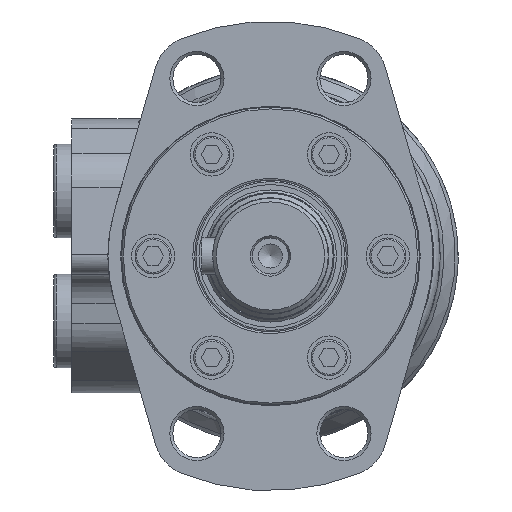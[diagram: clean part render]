
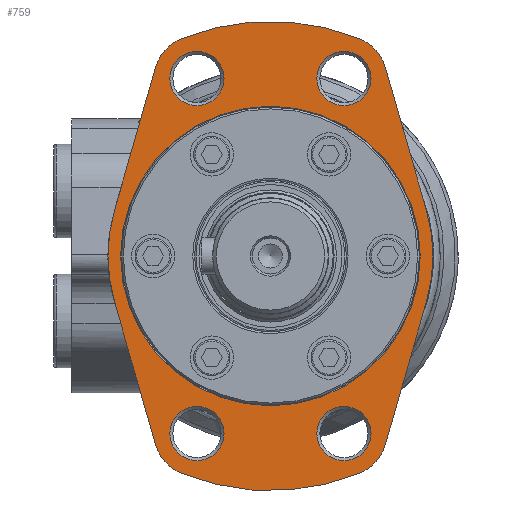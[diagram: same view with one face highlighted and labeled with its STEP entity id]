
A CAD part, left-side view. The second image highlights one B-rep face of the part: STEP entity #759.
In plain terms, the highlighted planar face has unit normal (-1, 0, 0).
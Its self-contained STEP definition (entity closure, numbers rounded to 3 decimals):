
#759 = ADVANCED_FACE( '', ( #1788, #1789, #1790, #1791, #1792, #1793 ), #1794, .F. );
#1788 = FACE_OUTER_BOUND( '', #3238, .T. );
#1789 = FACE_BOUND( '', #3239, .T. );
#1790 = FACE_BOUND( '', #3240, .T. );
#1791 = FACE_BOUND( '', #3241, .T. );
#1792 = FACE_BOUND( '', #3242, .T. );
#1793 = FACE_BOUND( '', #3243, .T. );
#1794 = PLANE( '', #3244 );
#3238 = EDGE_LOOP( '', ( #5210, #5211, #5212, #5213, #5214, #5215, #5216, #5217, #5218, #5219, #5220, #5221 ) );
#3239 = EDGE_LOOP( '', ( #5222 ) );
#3240 = EDGE_LOOP( '', ( #5223 ) );
#3241 = EDGE_LOOP( '', ( #5224 ) );
#3242 = EDGE_LOOP( '', ( #5225 ) );
#3243 = EDGE_LOOP( '', ( #5226 ) );
#3244 = AXIS2_PLACEMENT_3D( '', #5227, #5228, #5229 );
#5210 = ORIENTED_EDGE( '', *, *, #7687, .F. );
#5211 = ORIENTED_EDGE( '', *, *, #8111, .F. );
#5212 = ORIENTED_EDGE( '', *, *, #8112, .F. );
#5213 = ORIENTED_EDGE( '', *, *, #8113, .F. );
#5214 = ORIENTED_EDGE( '', *, *, #8114, .F. );
#5215 = ORIENTED_EDGE( '', *, *, #7891, .F. );
#5216 = ORIENTED_EDGE( '', *, *, #8115, .F. );
#5217 = ORIENTED_EDGE( '', *, *, #7671, .F. );
#5218 = ORIENTED_EDGE( '', *, *, #7993, .F. );
#5219 = ORIENTED_EDGE( '', *, *, #7636, .F. );
#5220 = ORIENTED_EDGE( '', *, *, #8116, .F. );
#5221 = ORIENTED_EDGE( '', *, *, #8117, .F. );
#5222 = ORIENTED_EDGE( '', *, *, #8118, .T. );
#5223 = ORIENTED_EDGE( '', *, *, #8119, .T. );
#5224 = ORIENTED_EDGE( '', *, *, #8120, .T. );
#5225 = ORIENTED_EDGE( '', *, *, #8121, .T. );
#5226 = ORIENTED_EDGE( '', *, *, #7646, .T. );
#5227 = CARTESIAN_POINT( '', ( 0., 0., 0. ) );
#5228 = DIRECTION( '', ( 1., 0., 0. ) );
#5229 = DIRECTION( '', ( 0., 0., -1. ) );
#7636 = EDGE_CURVE( '', #8868, #8869, #8870, .T. );
#7646 = EDGE_CURVE( '', #8886, #8886, #8887, .T. );
#7671 = EDGE_CURVE( '', #8930, #8931, #8932, .T. );
#7687 = EDGE_CURVE( '', #8958, #8960, #8961, .T. );
#7891 = EDGE_CURVE( '', #9313, #9314, #9315, .T. );
#7993 = EDGE_CURVE( '', #8869, #8930, #9488, .T. );
#8111 = EDGE_CURVE( '', #9669, #8958, #9670, .T. );
#8112 = EDGE_CURVE( '', #9671, #9669, #9672, .T. );
#8113 = EDGE_CURVE( '', #9673, #9671, #9674, .T. );
#8114 = EDGE_CURVE( '', #9314, #9673, #9675, .T. );
#8115 = EDGE_CURVE( '', #8931, #9313, #9676, .T. );
#8116 = EDGE_CURVE( '', #9677, #8868, #9678, .T. );
#8117 = EDGE_CURVE( '', #8960, #9677, #9679, .T. );
#8118 = EDGE_CURVE( '', #9680, #9680, #9681, .T. );
#8119 = EDGE_CURVE( '', #9682, #9682, #9683, .T. );
#8120 = EDGE_CURVE( '', #9684, #9684, #9685, .T. );
#8121 = EDGE_CURVE( '', #9686, #9686, #9687, .T. );
#8868 = VERTEX_POINT( '', #10660 );
#8869 = VERTEX_POINT( '', #10661 );
#8870 = CIRCLE( '', #10662, 65. );
#8886 = VERTEX_POINT( '', #10680 );
#8887 = CIRCLE( '', #10681, 41.485 );
#8930 = VERTEX_POINT( '', #10804 );
#8931 = VERTEX_POINT( '', #10805 );
#8932 = LINE( '', #10806, #10807 );
#8958 = VERTEX_POINT( '', #10860 );
#8960 = VERTEX_POINT( '', #10863 );
#8961 = CIRCLE( '', #10864, 45. );
#9313 = VERTEX_POINT( '', #11708 );
#9314 = VERTEX_POINT( '', #11709 );
#9315 = LINE( '', #11710, #11711 );
#9488 = CIRCLE( '', #12000, 12. );
#9669 = VERTEX_POINT( '', #12342 );
#9670 = LINE( '', #12343, #12344 );
#9671 = VERTEX_POINT( '', #12345 );
#9672 = CIRCLE( '', #12346, 12. );
#9673 = VERTEX_POINT( '', #12347 );
#9674 = CIRCLE( '', #12348, 65. );
#9675 = CIRCLE( '', #12349, 12. );
#9676 = CIRCLE( '', #12350, 45. );
#9677 = VERTEX_POINT( '', #12351 );
#9678 = CIRCLE( '', #12352, 12. );
#9679 = LINE( '', #12353, #12354 );
#9680 = VERTEX_POINT( '', #12355 );
#9681 = CIRCLE( '', #12356, 7.505 );
#9682 = VERTEX_POINT( '', #12357 );
#9683 = CIRCLE( '', #12358, 7.505 );
#9684 = VERTEX_POINT( '', #12359 );
#9685 = CIRCLE( '', #12360, 7.505 );
#9686 = VERTEX_POINT( '', #12361 );
#9687 = CIRCLE( '', #12362, 7.505 );
#10660 = CARTESIAN_POINT( '', ( 0., 24.884, 60.048 ) );
#10661 = CARTESIAN_POINT( '', ( 0., -24.884, 60.048 ) );
#10662 = AXIS2_PLACEMENT_3D( '', #14769, #14770, #14771 );
#10680 = CARTESIAN_POINT( '', ( 0., 0., -41.485 ) );
#10681 = AXIS2_PLACEMENT_3D( '', #14789, #14790, #14791 );
#10804 = CARTESIAN_POINT( '', ( 0., -31.825, 52.27 ) );
#10805 = CARTESIAN_POINT( '', ( 0., -43.257, 12.404 ) );
#10806 = CARTESIAN_POINT( '', ( 0., -31.825, 52.27 ) );
#10807 = VECTOR( '', #14814, 1000. );
#10860 = CARTESIAN_POINT( '', ( 0., 43.257, -12.404 ) );
#10863 = CARTESIAN_POINT( '', ( 0., 43.257, 12.404 ) );
#10864 = AXIS2_PLACEMENT_3D( '', #14830, #14831, #14832 );
#11708 = CARTESIAN_POINT( '', ( 0., -43.257, -12.404 ) );
#11709 = CARTESIAN_POINT( '', ( 0., -31.825, -52.27 ) );
#11710 = CARTESIAN_POINT( '', ( 0., -43.257, -12.404 ) );
#11711 = VECTOR( '', #15053, 1000. );
#12000 = AXIS2_PLACEMENT_3D( '', #15213, #15214, #15215 );
#12342 = CARTESIAN_POINT( '', ( 0., 31.825, -52.27 ) );
#12343 = CARTESIAN_POINT( '', ( 0., 31.825, -52.27 ) );
#12344 = VECTOR( '', #15342, 1000. );
#12345 = CARTESIAN_POINT( '', ( 0., 24.884, -60.048 ) );
#12346 = AXIS2_PLACEMENT_3D( '', #15343, #15344, #15345 );
#12347 = CARTESIAN_POINT( '', ( 0., -24.884, -60.048 ) );
#12348 = AXIS2_PLACEMENT_3D( '', #15346, #15347, #15348 );
#12349 = AXIS2_PLACEMENT_3D( '', #15349, #15350, #15351 );
#12350 = AXIS2_PLACEMENT_3D( '', #15352, #15353, #15354 );
#12351 = CARTESIAN_POINT( '', ( 0., 31.825, 52.27 ) );
#12352 = AXIS2_PLACEMENT_3D( '', #15355, #15356, #15357 );
#12353 = CARTESIAN_POINT( '', ( 0., 43.257, 12.404 ) );
#12354 = VECTOR( '', #15358, 1000. );
#12355 = CARTESIAN_POINT( '', ( 0., -20.36, 41.645 ) );
#12356 = AXIS2_PLACEMENT_3D( '', #15359, #15360, #15361 );
#12357 = CARTESIAN_POINT( '', ( 0., -20.36, -56.655 ) );
#12358 = AXIS2_PLACEMENT_3D( '', #15362, #15363, #15364 );
#12359 = CARTESIAN_POINT( '', ( 0., 20.36, 41.645 ) );
#12360 = AXIS2_PLACEMENT_3D( '', #15365, #15366, #15367 );
#12361 = CARTESIAN_POINT( '', ( 0., 20.36, -56.655 ) );
#12362 = AXIS2_PLACEMENT_3D( '', #15368, #15369, #15370 );
#14769 = CARTESIAN_POINT( '', ( 0., 0., 0. ) );
#14770 = DIRECTION( '', ( 1., 0., 0. ) );
#14771 = DIRECTION( '', ( 0., 0., -1. ) );
#14789 = CARTESIAN_POINT( '', ( 0., 0., 0. ) );
#14790 = DIRECTION( '', ( 1., 0., 0. ) );
#14791 = DIRECTION( '', ( 0., 0., -1. ) );
#14814 = DIRECTION( '', ( 0., -0.276, -0.961 ) );
#14830 = CARTESIAN_POINT( '', ( 0., 0., 0. ) );
#14831 = DIRECTION( '', ( 1., 0., 0. ) );
#14832 = DIRECTION( '', ( 0., 0., -1. ) );
#15053 = DIRECTION( '', ( 0., 0.276, -0.961 ) );
#15213 = CARTESIAN_POINT( '', ( 0., -20.29, 48.962 ) );
#15214 = DIRECTION( '', ( 1., 0., 0. ) );
#15215 = DIRECTION( '', ( 0., 0., -1. ) );
#15342 = DIRECTION( '', ( 0., 0.276, 0.961 ) );
#15343 = CARTESIAN_POINT( '', ( 0., 20.29, -48.962 ) );
#15344 = DIRECTION( '', ( 1., 0., 0. ) );
#15345 = DIRECTION( '', ( 0., 0., -1. ) );
#15346 = CARTESIAN_POINT( '', ( 0., 0., 0. ) );
#15347 = DIRECTION( '', ( 1., 0., 0. ) );
#15348 = DIRECTION( '', ( 0., 0., -1. ) );
#15349 = CARTESIAN_POINT( '', ( 0., -20.29, -48.962 ) );
#15350 = DIRECTION( '', ( 1., 0., 0. ) );
#15351 = DIRECTION( '', ( 0., 0., -1. ) );
#15352 = CARTESIAN_POINT( '', ( 0., 0., 0. ) );
#15353 = DIRECTION( '', ( 1., 0., 0. ) );
#15354 = DIRECTION( '', ( 0., 0., -1. ) );
#15355 = CARTESIAN_POINT( '', ( 0., 20.29, 48.962 ) );
#15356 = DIRECTION( '', ( 1., 0., 0. ) );
#15357 = DIRECTION( '', ( 0., 0., -1. ) );
#15358 = DIRECTION( '', ( 0., -0.276, 0.961 ) );
#15359 = CARTESIAN_POINT( '', ( 0., -20.36, 49.15 ) );
#15360 = DIRECTION( '', ( 1., 0., 0. ) );
#15361 = DIRECTION( '', ( 0., 0., -1. ) );
#15362 = CARTESIAN_POINT( '', ( 0., -20.36, -49.15 ) );
#15363 = DIRECTION( '', ( 1., 0., 0. ) );
#15364 = DIRECTION( '', ( 0., 0., -1. ) );
#15365 = CARTESIAN_POINT( '', ( 0., 20.36, 49.15 ) );
#15366 = DIRECTION( '', ( 1., 0., 0. ) );
#15367 = DIRECTION( '', ( 0., 0., -1. ) );
#15368 = CARTESIAN_POINT( '', ( 0., 20.36, -49.15 ) );
#15369 = DIRECTION( '', ( 1., 0., 0. ) );
#15370 = DIRECTION( '', ( 0., 0., -1. ) );
